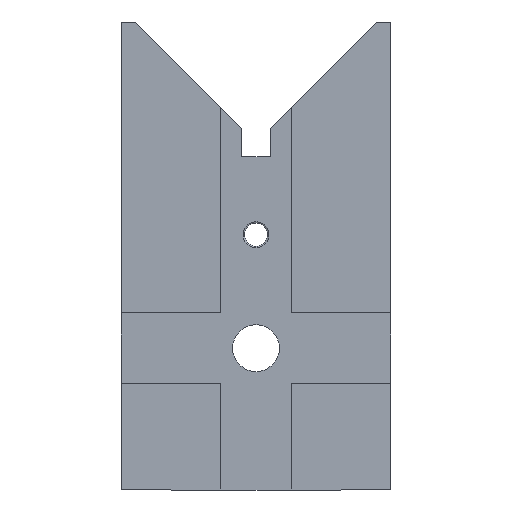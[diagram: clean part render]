
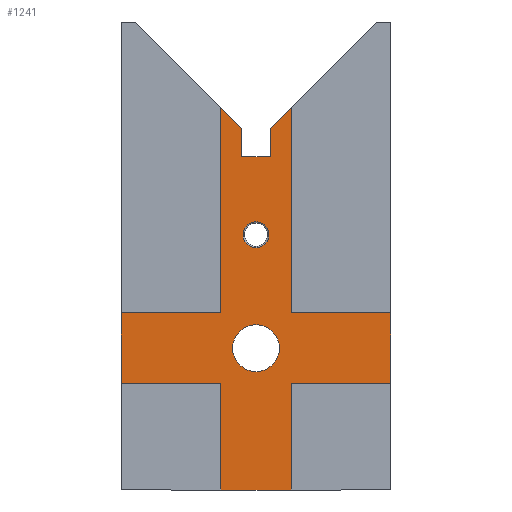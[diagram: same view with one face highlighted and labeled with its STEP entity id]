
A CAD part, front view. The second image highlights one B-rep face of the part: STEP entity #1241.
In plain terms, the highlighted planar face has unit normal (0, -1, 0).
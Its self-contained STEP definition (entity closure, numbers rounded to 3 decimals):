
#593=VERTEX_POINT('',#1743);
#617=VERTEX_POINT('',#1768);
#623=EDGE_CURVE('',#1073,#1359,#1774,.T.);
#681=VERTEX_POINT('',#1843);
#835=EDGE_CURVE('',#1665,#1663,#2014,.T.);
#841=EDGE_CURVE('',#1571,#1653,#2022,.T.);
#865=EDGE_CURVE('',#1653,#1501,#2048,.T.);
#879=EDGE_CURVE('',#1073,#1141,#2062,.T.);
#983=EDGE_CURVE('',#1289,#1409,#2176,.T.);
#985=EDGE_CURVE('',#617,#1547,#2178,.T.);
#993=EDGE_CURVE('',#1257,#1665,#2187,.T.);
#1031=EDGE_CURVE('',#681,#593,#2230,.T.);
#1073=VERTEX_POINT('',#2278);
#1079=EDGE_CURVE('',#1425,#1257,#2285,.T.);
#1081=EDGE_CURVE('',#681,#1663,#2287,.T.);
#1093=EDGE_CURVE('',#593,#1095,#2301,.T.);
#1095=VERTEX_POINT('',#2303);
#1141=VERTEX_POINT('',#2354);
#1155=VERTEX_POINT('',#2368);
#1181=EDGE_CURVE('',#1547,#617,#2398,.T.);
#1213=EDGE_CURVE('',#1501,#1425,#2433,.T.);
#1241=ADVANCED_FACE('',(#2465,#2466,#2467),#2468,.F.);
#1249=EDGE_CURVE('',#1499,#1667,#2476,.T.);
#1257=VERTEX_POINT('',#2486);
#1273=EDGE_CURVE('',#1667,#1571,#2504,.T.);
#1289=VERTEX_POINT('',#2521);
#1345=EDGE_CURVE('',#1141,#1155,#2582,.T.);
#1359=VERTEX_POINT('',#2597);
#1409=VERTEX_POINT('',#2658);
#1413=EDGE_CURVE('',#1409,#1289,#2662,.T.);
#1425=VERTEX_POINT('',#2675);
#1499=VERTEX_POINT('',#2757);
#1501=VERTEX_POINT('',#2759);
#1547=VERTEX_POINT('',#2810);
#1571=VERTEX_POINT('',#2838);
#1651=EDGE_CURVE('',#1499,#1155,#2930,.T.);
#1653=VERTEX_POINT('',#2932);
#1663=VERTEX_POINT('',#2943);
#1665=VERTEX_POINT('',#2945);
#1667=VERTEX_POINT('',#2947);
#1719=EDGE_CURVE('',#1359,#1095,#3002,.T.);
#1743=CARTESIAN_POINT('',(19.,2.6,25.0));
#1768=CARTESIAN_POINT('',(3.3,2.6,20.0));
#1774=LINE('',#3063,#3064);
#1843=CARTESIAN_POINT('',(5.0,2.6,25.0));
#2014=LINE('',#3384,#3385);
#2022=LINE('',#3394,#3395);
#2048=LINE('',#3430,#3431);
#2062=LINE('',#3451,#3452);
#2176=CIRCLE('',#3605,1.816);
#2178=CIRCLE('',#3608,3.3);
#2187=LINE('',#3621,#3622);
#2230=LINE('',#3677,#3678);
#2278=CARTESIAN_POINT('',(5.0,2.6,0.));
#2285=LINE('',#3749,#3750);
#2287=LINE('',#3753,#3754);
#2301=LINE('',#3772,#3773);
#2303=CARTESIAN_POINT('',(19.,2.6,15.0));
#2354=CARTESIAN_POINT('',(-5.0,2.6,0.));
#2368=CARTESIAN_POINT('',(-5.0,2.6,15.0));
#2398=CIRCLE('',#3908,3.3);
#2433=LINE('',#3953,#3954);
#2465=FACE_BOUND('',#3993,.T.);
#2466=FACE_OUTER_BOUND('',#3994,.T.);
#2467=FACE_BOUND('',#3995,.T.);
#2468=PLANE('',#3996);
#2476=LINE('',#4008,#4009);
#2486=CARTESIAN_POINT('',(2.0,2.6,47.0));
#2504=LINE('',#4043,#4044);
#2521=CARTESIAN_POINT('',(-1.816,2.6,36.0));
#2582=LINE('',#4147,#4148);
#2597=CARTESIAN_POINT('',(5.0,2.6,15.0));
#2658=CARTESIAN_POINT('',(1.816,2.6,36.0));
#2662=CIRCLE('',#4244,1.816);
#2675=CARTESIAN_POINT('',(-2.0,2.6,47.0));
#2757=CARTESIAN_POINT('',(-19.0,2.6,15.0));
#2759=CARTESIAN_POINT('',(-2.0,2.6,50.997));
#2810=CARTESIAN_POINT('',(-3.3,2.6,20.0));
#2838=CARTESIAN_POINT('',(-5.0,2.6,25.0));
#2930=LINE('',#4589,#4590);
#2932=CARTESIAN_POINT('',(-5.0,2.6,53.997));
#2943=CARTESIAN_POINT('',(5.0,2.6,53.997));
#2945=CARTESIAN_POINT('',(2.0,2.6,50.997));
#2947=CARTESIAN_POINT('',(-19.0,2.6,25.0));
#3002=LINE('',#4688,#4689);
#3063=CARTESIAN_POINT('',(5.0,2.6,0.));
#3064=VECTOR('',#4721,1.0);
#3384=CARTESIAN_POINT('',(-2.498,2.6,46.499));
#3385=VECTOR('',#5074,1.0);
#3394=CARTESIAN_POINT('',(-5.0,2.6,0.));
#3395=VECTOR('',#5091,1.0);
#3430=CARTESIAN_POINT('',(-0.001,2.6,48.998));
#3431=VECTOR('',#5122,1.0);
#3451=CARTESIAN_POINT('',(-19.5,2.6,0.0));
#3452=VECTOR('',#5138,1.0);
#3605=AXIS2_PLACEMENT_3D('',#5279,#5280,#5281);
#3608=AXIS2_PLACEMENT_3D('',#5282,#5283,#5284);
#3621=CARTESIAN_POINT('',(2.0,2.6,37.998));
#3622=VECTOR('',#5297,1.0);
#3677=CARTESIAN_POINT('',(-20.,2.6,25.0));
#3678=VECTOR('',#5356,1.0);
#3749=CARTESIAN_POINT('',(-9.,2.6,47.0));
#3750=VECTOR('',#5433,1.0);
#3753=CARTESIAN_POINT('',(5.0,2.6,0.));
#3754=VECTOR('',#5434,1.0);
#3772=CARTESIAN_POINT('',(19.,2.6,12.5));
#3773=VECTOR('',#5455,1.0);
#3908=AXIS2_PLACEMENT_3D('',#5569,#5570,#5571);
#3953=CARTESIAN_POINT('',(-2.0,2.6,36.0));
#3954=VECTOR('',#5605,1.0);
#3993=EDGE_LOOP('',(#5650,#5651));
#3994=EDGE_LOOP('',(#5652,#5653,#5654,#5655,#5656,#5657,#5658,#5659,#5660,#5661,#5662,#5663,#5664,#5665,#5666,#5667));
#3995=EDGE_LOOP('',(#5668,#5669));
#3996=AXIS2_PLACEMENT_3D('',#5670,#5671,#5672);
#4008=CARTESIAN_POINT('',(-19.0,2.6,45.5));
#4009=VECTOR('',#5677,1.0);
#4043=CARTESIAN_POINT('',(-20.,2.6,25.0));
#4044=VECTOR('',#5720,1.0);
#4147=CARTESIAN_POINT('',(-5.0,2.6,0.));
#4148=VECTOR('',#5796,1.0);
#4244=AXIS2_PLACEMENT_3D('',#5918,#5919,#5920);
#4589=CARTESIAN_POINT('',(-20.,2.6,15.0));
#4590=VECTOR('',#6292,1.0);
#4688=CARTESIAN_POINT('',(-20.,2.6,15.0));
#4689=VECTOR('',#6354,1.0);
#4721=DIRECTION('',(0.0,0.,1.0));
#5074=DIRECTION('',(0.707,0.0,0.707));
#5091=DIRECTION('',(0.0,0.,1.0));
#5122=DIRECTION('',(0.707,0.0,-0.707));
#5138=DIRECTION('',(-1.0,0.0,0.));
#5279=CARTESIAN_POINT('',(0.,2.6,36.0));
#5280=DIRECTION('',(0.0,1.0,0.0));
#5281=DIRECTION('',(-1.0,0.0,0.));
#5282=CARTESIAN_POINT('',(0.,2.6,20.0));
#5283=DIRECTION('',(0.0,-1.0,0.0));
#5284=DIRECTION('',(-1.0,0.0,0.0));
#5297=DIRECTION('',(0.0,0.0,1.0));
#5356=DIRECTION('',(1.0,0.0,0.0));
#5433=DIRECTION('',(1.0,0.0,0.));
#5434=DIRECTION('',(0.0,0.,1.0));
#5455=DIRECTION('',(0.0,0.0,-1.0));
#5569=CARTESIAN_POINT('',(0.,2.6,20.0));
#5570=DIRECTION('',(0.0,-1.0,0.0));
#5571=DIRECTION('',(-1.0,0.0,0.0));
#5605=DIRECTION('',(0.0,0.0,-1.0));
#5650=ORIENTED_EDGE('',*,*,#1413,.T.);
#5651=ORIENTED_EDGE('',*,*,#983,.T.);
#5652=ORIENTED_EDGE('',*,*,#835,.F.);
#5653=ORIENTED_EDGE('',*,*,#993,.F.);
#5654=ORIENTED_EDGE('',*,*,#1079,.F.);
#5655=ORIENTED_EDGE('',*,*,#1213,.F.);
#5656=ORIENTED_EDGE('',*,*,#865,.F.);
#5657=ORIENTED_EDGE('',*,*,#841,.F.);
#5658=ORIENTED_EDGE('',*,*,#1273,.F.);
#5659=ORIENTED_EDGE('',*,*,#1249,.F.);
#5660=ORIENTED_EDGE('',*,*,#1651,.T.);
#5661=ORIENTED_EDGE('',*,*,#1345,.F.);
#5662=ORIENTED_EDGE('',*,*,#879,.F.);
#5663=ORIENTED_EDGE('',*,*,#623,.T.);
#5664=ORIENTED_EDGE('',*,*,#1719,.T.);
#5665=ORIENTED_EDGE('',*,*,#1093,.F.);
#5666=ORIENTED_EDGE('',*,*,#1031,.F.);
#5667=ORIENTED_EDGE('',*,*,#1081,.T.);
#5668=ORIENTED_EDGE('',*,*,#985,.F.);
#5669=ORIENTED_EDGE('',*,*,#1181,.F.);
#5670=CARTESIAN_POINT('',(-20.,2.6,25.0));
#5671=DIRECTION('',(0.0,1.0,0.0));
#5672=DIRECTION('',(-1.0,0.0,0.0));
#5677=DIRECTION('',(0.0,0.0,1.0));
#5720=DIRECTION('',(1.0,0.0,0.0));
#5796=DIRECTION('',(0.0,0.,1.0));
#5918=CARTESIAN_POINT('',(0.,2.6,36.0));
#5919=DIRECTION('',(0.0,1.0,0.0));
#5920=DIRECTION('',(-1.0,0.0,0.));
#6292=DIRECTION('',(1.0,0.0,0.0));
#6354=DIRECTION('',(1.0,0.0,0.0));
